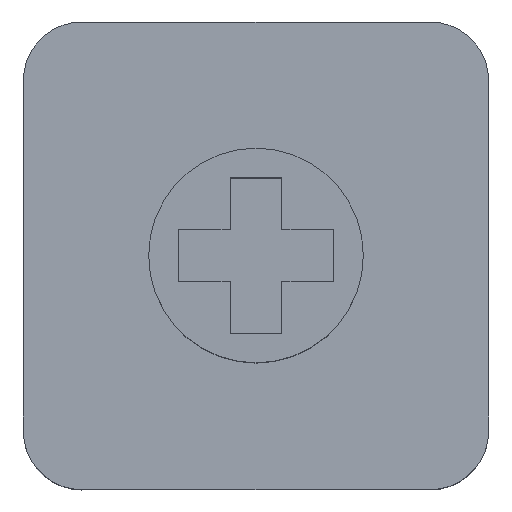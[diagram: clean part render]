
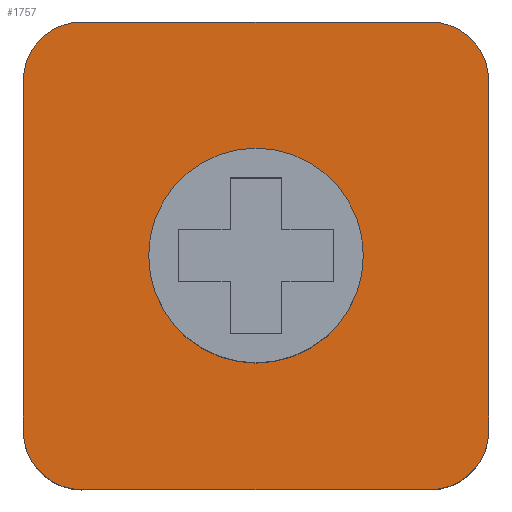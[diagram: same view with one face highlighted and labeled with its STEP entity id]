
A CAD part, top view. The second image highlights one B-rep face of the part: STEP entity #1757.
In plain terms, the highlighted planar face has unit normal (0, 0, 1).
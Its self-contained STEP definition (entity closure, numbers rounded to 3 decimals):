
#16=FACE_BOUND('',#269,.T.);
#24=CIRCLE('',#1852,2.8);
#25=CIRCLE('',#1855,1.53);
#26=CIRCLE('',#1856,1.53);
#27=CIRCLE('',#1857,1.53);
#28=CIRCLE('',#1858,1.53);
#174=FACE_OUTER_BOUND('',#268,.T.);
#268=EDGE_LOOP('',(#1482,#1483,#1484,#1485,#1486,#1487,#1488,#1489));
#269=EDGE_LOOP('',(#1490));
#473=LINE('',#2943,#676);
#474=LINE('',#2947,#677);
#475=LINE('',#2951,#678);
#476=LINE('',#2955,#679);
#676=VECTOR('',#2196,10.);
#677=VECTOR('',#2199,10.);
#678=VECTOR('',#2202,10.);
#679=VECTOR('',#2205,10.);
#841=VERTEX_POINT('',#2936);
#842=VERTEX_POINT('',#2941);
#843=VERTEX_POINT('',#2942);
#844=VERTEX_POINT('',#2944);
#845=VERTEX_POINT('',#2946);
#846=VERTEX_POINT('',#2948);
#847=VERTEX_POINT('',#2950);
#848=VERTEX_POINT('',#2952);
#849=VERTEX_POINT('',#2954);
#1082=EDGE_CURVE('',#841,#841,#24,.T.);
#1083=EDGE_CURVE('',#842,#843,#473,.T.);
#1084=EDGE_CURVE('',#843,#844,#25,.T.);
#1085=EDGE_CURVE('',#844,#845,#474,.T.);
#1086=EDGE_CURVE('',#845,#846,#26,.T.);
#1087=EDGE_CURVE('',#846,#847,#475,.T.);
#1088=EDGE_CURVE('',#847,#848,#27,.T.);
#1089=EDGE_CURVE('',#848,#849,#476,.T.);
#1090=EDGE_CURVE('',#849,#842,#28,.T.);
#1482=ORIENTED_EDGE('',*,*,#1083,.T.);
#1483=ORIENTED_EDGE('',*,*,#1084,.T.);
#1484=ORIENTED_EDGE('',*,*,#1085,.T.);
#1485=ORIENTED_EDGE('',*,*,#1086,.T.);
#1486=ORIENTED_EDGE('',*,*,#1087,.T.);
#1487=ORIENTED_EDGE('',*,*,#1088,.T.);
#1488=ORIENTED_EDGE('',*,*,#1089,.T.);
#1489=ORIENTED_EDGE('',*,*,#1090,.T.);
#1490=ORIENTED_EDGE('',*,*,#1082,.T.);
#1668=PLANE('',#1854);
#1757=ADVANCED_FACE('',(#174,#16),#1668,.T.);
#1852=AXIS2_PLACEMENT_3D('',#2938,#2190,#2191);
#1854=AXIS2_PLACEMENT_3D('',#2940,#2194,#2195);
#1855=AXIS2_PLACEMENT_3D('',#2945,#2197,#2198);
#1856=AXIS2_PLACEMENT_3D('',#2949,#2200,#2201);
#1857=AXIS2_PLACEMENT_3D('',#2953,#2203,#2204);
#1858=AXIS2_PLACEMENT_3D('',#2956,#2206,#2207);
#2190=DIRECTION('center_axis',(0.,0.,-1.));
#2191=DIRECTION('ref_axis',(1.,0.,0.));
#2194=DIRECTION('center_axis',(0.,0.,1.));
#2195=DIRECTION('ref_axis',(1.,0.,0.));
#2196=DIRECTION('',(-1.,0.,0.));
#2197=DIRECTION('center_axis',(0.,0.,1.));
#2198=DIRECTION('ref_axis',(0.,1.,0.));
#2199=DIRECTION('',(0.,-1.,0.));
#2200=DIRECTION('center_axis',(0.,0.,1.));
#2201=DIRECTION('ref_axis',(-1.,0.,0.));
#2202=DIRECTION('',(1.,0.,0.));
#2203=DIRECTION('center_axis',(0.,0.,1.));
#2204=DIRECTION('ref_axis',(0.,-1.,0.));
#2205=DIRECTION('',(0.,1.,0.));
#2206=DIRECTION('center_axis',(0.,0.,1.));
#2207=DIRECTION('ref_axis',(1.,0.,0.));
#2936=CARTESIAN_POINT('',(3.27,6.1,5.));
#2938=CARTESIAN_POINT('Origin',(6.07,6.1,5.));
#2940=CARTESIAN_POINT('Origin',(6.07,6.1,5.));
#2941=CARTESIAN_POINT('',(10.61,12.2,5.));
#2942=CARTESIAN_POINT('',(1.53,12.2,5.));
#2943=CARTESIAN_POINT('',(10.61,12.2,5.));
#2944=CARTESIAN_POINT('',(0.,10.67,5.));
#2945=CARTESIAN_POINT('Origin',(1.53,10.67,5.));
#2946=CARTESIAN_POINT('',(0.,1.53,5.));
#2947=CARTESIAN_POINT('',(0.,10.67,5.));
#2948=CARTESIAN_POINT('',(1.53,0.,5.));
#2949=CARTESIAN_POINT('Origin',(1.53,1.53,5.));
#2950=CARTESIAN_POINT('',(10.61,0.,5.));
#2951=CARTESIAN_POINT('',(1.53,0.,5.));
#2952=CARTESIAN_POINT('',(12.14,1.53,5.));
#2953=CARTESIAN_POINT('Origin',(10.61,1.53,5.));
#2954=CARTESIAN_POINT('',(12.14,10.67,5.));
#2955=CARTESIAN_POINT('',(12.14,1.53,5.));
#2956=CARTESIAN_POINT('Origin',(10.61,10.67,5.));
